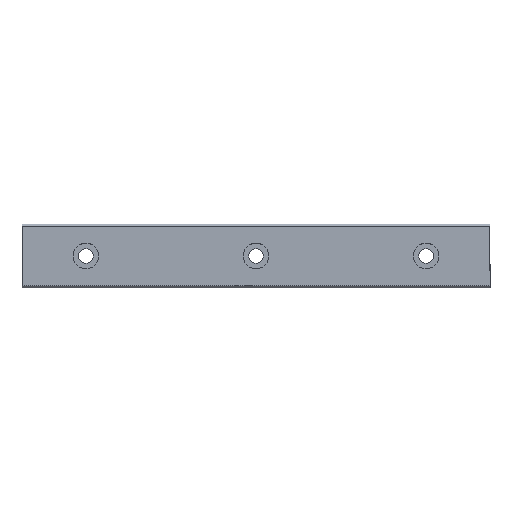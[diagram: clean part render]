
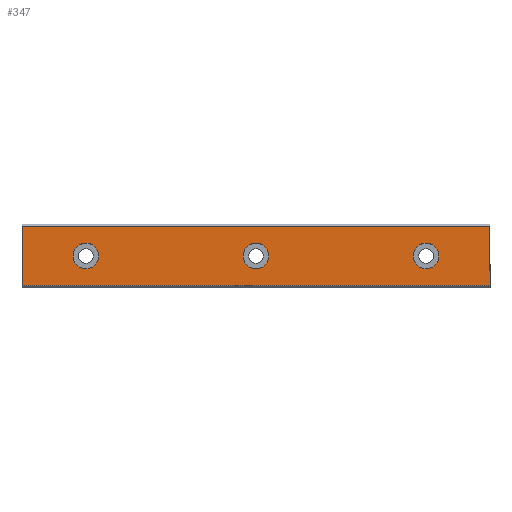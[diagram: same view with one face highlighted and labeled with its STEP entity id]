
A CAD part, top view. The second image highlights one B-rep face of the part: STEP entity #347.
In plain terms, the highlighted planar face has unit normal (0, 0, 1).
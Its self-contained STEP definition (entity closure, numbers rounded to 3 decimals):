
#15 = ORIENTED_EDGE ( 'NONE', *, *, #1391, .T. ) ;
#20 = CARTESIAN_POINT ( 'NONE',  ( 80., 0., 10. ) ) ;
#42 = EDGE_CURVE ( 'NONE', #1317, #832, #459, .T. ) ;
#95 = EDGE_LOOP ( 'NONE', ( #1268, #1069 ) ) ;
#133 = ORIENTED_EDGE ( 'NONE', *, *, #964, .F. ) ;
#156 = DIRECTION ( 'NONE',  ( 0., 0., -1. ) ) ;
#162 = LINE ( 'NONE', #715, #196 ) ;
#166 = CARTESIAN_POINT ( 'NONE',  ( 40., 0., 10. ) ) ;
#195 = CARTESIAN_POINT ( 'NONE',  ( -15., -7., 10. ) ) ;
#196 = VECTOR ( 'NONE', #576, 1000. ) ;
#199 = VERTEX_POINT ( 'NONE', #546 ) ;
#205 = ORIENTED_EDGE ( 'NONE', *, *, #42, .T. ) ;
#234 = DIRECTION ( 'NONE',  ( 1., 0., 0. ) ) ;
#255 = DIRECTION ( 'NONE',  ( 1., 0., 0. ) ) ;
#282 = DIRECTION ( 'NONE',  ( 0., 1., 0. ) ) ;
#289 = FACE_OUTER_BOUND ( 'NONE', #548, .T. ) ;
#317 = EDGE_CURVE ( 'NONE', #199, #909, #1249, .T. ) ;
#319 = ORIENTED_EDGE ( 'NONE', *, *, #1149, .T. ) ;
#347 = ADVANCED_FACE ( 'NONE', ( #289, #720, #847, #572 ), #593, .T. ) ;
#368 = DIRECTION ( 'NONE',  ( 1., 0., 0. ) ) ;
#459 = LINE ( 'NONE', #584, #1199 ) ;
#462 = ORIENTED_EDGE ( 'NONE', *, *, #1507, .F. ) ;
#546 = CARTESIAN_POINT ( 'NONE',  ( 77., 0., 10. ) ) ;
#548 = EDGE_LOOP ( 'NONE', ( #133, #462, #1792, #205 ) ) ;
#572 = FACE_BOUND ( 'NONE', #95, .T. ) ;
#576 = DIRECTION ( 'NONE',  ( 0., -1., 0. ) ) ;
#584 = CARTESIAN_POINT ( 'NONE',  ( -15., -7., 10. ) ) ;
#587 = CARTESIAN_POINT ( 'NONE',  ( 83., 0., 10. ) ) ;
#593 = PLANE ( 'NONE',  #789 ) ;
#618 = VERTEX_POINT ( 'NONE', #941 ) ;
#642 = CIRCLE ( 'NONE', #874, 3. ) ;
#643 = EDGE_CURVE ( 'NONE', #618, #1142, #642, .T. ) ;
#652 = EDGE_CURVE ( 'NONE', #1317, #1470, #1378, .T. ) ;
#706 = CARTESIAN_POINT ( 'NONE',  ( 3., 0., 10. ) ) ;
#710 = DIRECTION ( 'NONE',  ( 0., 0., 1. ) ) ;
#715 = CARTESIAN_POINT ( 'NONE',  ( 95., -7., 10. ) ) ;
#720 = FACE_BOUND ( 'NONE', #1527, .T. ) ;
#757 = CARTESIAN_POINT ( 'NONE',  ( 80., 0., 10. ) ) ;
#759 = DIRECTION ( 'NONE',  ( 1., 0., 0. ) ) ;
#773 = LINE ( 'NONE', #1605, #1645 ) ;
#786 = DIRECTION ( 'NONE',  ( 0., 0., -1. ) ) ;
#789 = AXIS2_PLACEMENT_3D ( 'NONE', #1390, #710, #1261 ) ;
#799 = CIRCLE ( 'NONE', #1580, 3. ) ;
#832 = VERTEX_POINT ( 'NONE', #1619 ) ;
#836 = EDGE_CURVE ( 'NONE', #909, #199, #799, .T. ) ;
#843 = ORIENTED_EDGE ( 'NONE', *, *, #1204, .T. ) ;
#847 = FACE_BOUND ( 'NONE', #1366, .T. ) ;
#874 = AXIS2_PLACEMENT_3D ( 'NONE', #166, #973, #1684 ) ;
#876 = VECTOR ( 'NONE', #282, 1000. ) ;
#909 = VERTEX_POINT ( 'NONE', #587 ) ;
#932 = CIRCLE ( 'NONE', #1741, 3. ) ;
#941 = CARTESIAN_POINT ( 'NONE',  ( 43., 0., 10. ) ) ;
#957 = CARTESIAN_POINT ( 'NONE',  ( 37., 0., 10. ) ) ;
#964 = EDGE_CURVE ( 'NONE', #1680, #832, #162, .T. ) ;
#970 = VERTEX_POINT ( 'NONE', #706 ) ;
#973 = DIRECTION ( 'NONE',  ( 0., 0., -1. ) ) ;
#1008 = CARTESIAN_POINT ( 'NONE',  ( 0., 0., 10. ) ) ;
#1047 = CIRCLE ( 'NONE', #1377, 3. ) ;
#1069 = ORIENTED_EDGE ( 'NONE', *, *, #836, .T. ) ;
#1070 = CIRCLE ( 'NONE', #1356, 3. ) ;
#1116 = DIRECTION ( 'NONE',  ( 1., 0., 0. ) ) ;
#1128 = CARTESIAN_POINT ( 'NONE',  ( 40., 0., 10. ) ) ;
#1137 = CARTESIAN_POINT ( 'NONE',  ( -15., 7., 10. ) ) ;
#1138 = DIRECTION ( 'NONE',  ( 1., 0., 0. ) ) ;
#1142 = VERTEX_POINT ( 'NONE', #957 ) ;
#1149 = EDGE_CURVE ( 'NONE', #970, #1566, #1047, .T. ) ;
#1180 = DIRECTION ( 'NONE',  ( 0., 0., -1. ) ) ;
#1199 = VECTOR ( 'NONE', #1138, 1000. ) ;
#1204 = EDGE_CURVE ( 'NONE', #1142, #618, #1070, .T. ) ;
#1246 = DIRECTION ( 'NONE',  ( 0., 0., -1. ) ) ;
#1249 = CIRCLE ( 'NONE', #1388, 3. ) ;
#1261 = DIRECTION ( 'NONE',  ( 0., -1., 0. ) ) ;
#1268 = ORIENTED_EDGE ( 'NONE', *, *, #317, .T. ) ;
#1277 = CARTESIAN_POINT ( 'NONE',  ( 95., 7., 10. ) ) ;
#1317 = VERTEX_POINT ( 'NONE', #195 ) ;
#1345 = ORIENTED_EDGE ( 'NONE', *, *, #643, .T. ) ;
#1356 = AXIS2_PLACEMENT_3D ( 'NONE', #1128, #1393, #1439 ) ;
#1366 = EDGE_LOOP ( 'NONE', ( #843, #1345 ) ) ;
#1377 = AXIS2_PLACEMENT_3D ( 'NONE', #1665, #1246, #255 ) ;
#1378 = LINE ( 'NONE', #1661, #876 ) ;
#1388 = AXIS2_PLACEMENT_3D ( 'NONE', #20, #156, #1116 ) ;
#1390 = CARTESIAN_POINT ( 'NONE',  ( -15., -7., 10. ) ) ;
#1391 = EDGE_CURVE ( 'NONE', #1566, #970, #932, .T. ) ;
#1393 = DIRECTION ( 'NONE',  ( 0., 0., -1. ) ) ;
#1439 = DIRECTION ( 'NONE',  ( 1., 0., 0. ) ) ;
#1470 = VERTEX_POINT ( 'NONE', #1137 ) ;
#1507 = EDGE_CURVE ( 'NONE', #1470, #1680, #773, .T. ) ;
#1527 = EDGE_LOOP ( 'NONE', ( #15, #319 ) ) ;
#1566 = VERTEX_POINT ( 'NONE', #1742 ) ;
#1580 = AXIS2_PLACEMENT_3D ( 'NONE', #757, #786, #234 ) ;
#1605 = CARTESIAN_POINT ( 'NONE',  ( -15., 7., 10. ) ) ;
#1619 = CARTESIAN_POINT ( 'NONE',  ( 95., -7., 10. ) ) ;
#1645 = VECTOR ( 'NONE', #368, 1000. ) ;
#1661 = CARTESIAN_POINT ( 'NONE',  ( -15., -7., 10. ) ) ;
#1665 = CARTESIAN_POINT ( 'NONE',  ( 0., 0., 10. ) ) ;
#1680 = VERTEX_POINT ( 'NONE', #1277 ) ;
#1684 = DIRECTION ( 'NONE',  ( 1., 0., 0. ) ) ;
#1741 = AXIS2_PLACEMENT_3D ( 'NONE', #1008, #1180, #759 ) ;
#1742 = CARTESIAN_POINT ( 'NONE',  ( -3., 0., 10. ) ) ;
#1792 = ORIENTED_EDGE ( 'NONE', *, *, #652, .F. ) ;
